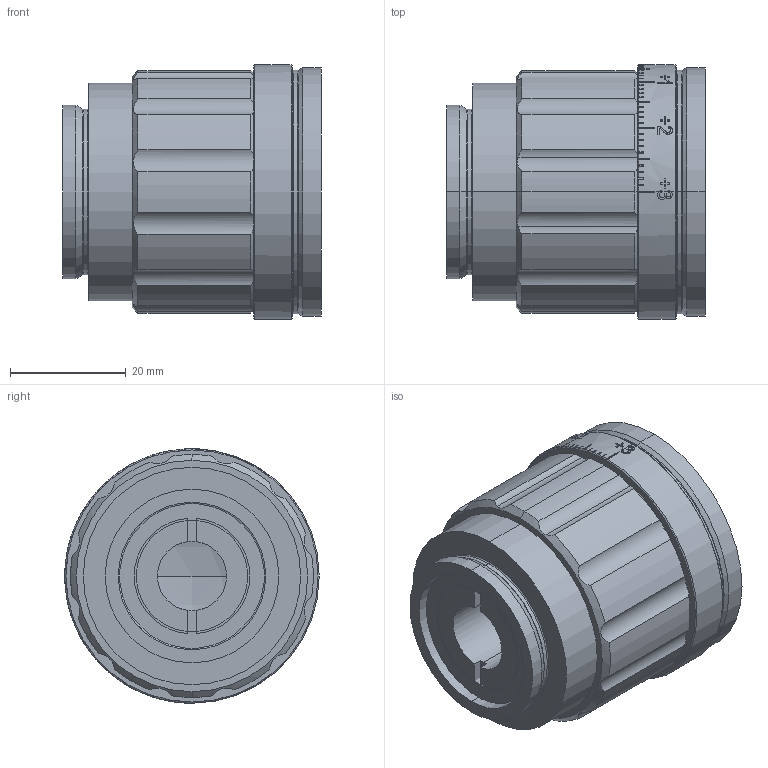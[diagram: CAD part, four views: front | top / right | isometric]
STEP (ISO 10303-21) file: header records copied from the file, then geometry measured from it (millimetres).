
FILE_DESCRIPTION (( 'STEP AP203' ), '1' );
FILE_NAME ('S6EXK0015_126_02.STEP', '2015-07-08T10:41:27', ( '' ), ( '' ), 'SwSTEP 2.0', 'SolidWorks 2014', '' );
FILE_SCHEMA (( 'CONFIG_CONTROL_DESIGN' ));
Length unit declared in the file: millimetre
Products named in the file (1): S6EXK0015_126_02
Bounding box: 44.7 x 44 x 44 mm (x, y, z)
Surface area: 11970.2 mm2 (no closed solid volume)
Topology: 0 solids, 9 shells, 400 faces, 1440 edges, 985 vertices
Faces by surface type: plane 247, cylinder 67, bspline 51, cone 25, torus 8, sphere 2
Entity records: 23239 total; most frequent: CARTESIAN_POINT 11867, ORIENTED_EDGE 2411, DIRECTION 2027, EDGE_CURVE 1440, VERTEX_POINT 985, AXIS2_PLACEMENT_3D 693, LINE 641, VECTOR 641
